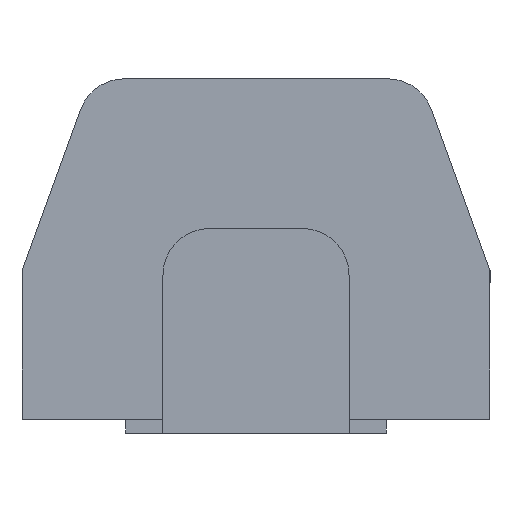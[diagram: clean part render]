
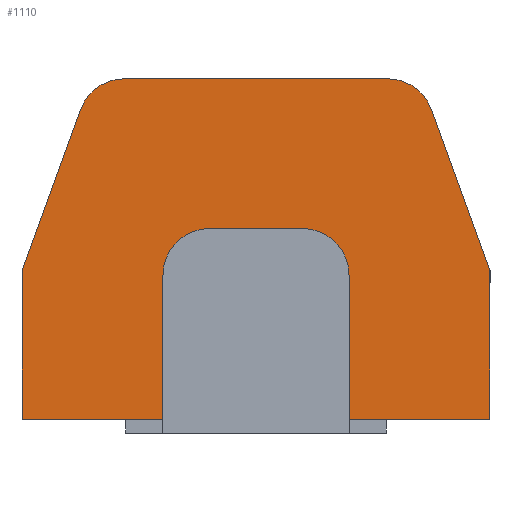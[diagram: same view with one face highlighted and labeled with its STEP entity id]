
A CAD part, left-side view. The second image highlights one B-rep face of the part: STEP entity #1110.
In plain terms, the highlighted planar face has unit normal (-1, 0, 0).
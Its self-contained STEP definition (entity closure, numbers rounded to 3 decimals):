
#925=CARTESIAN_POINT('',(-4.715,2.515,0.15));
#926=VERTEX_POINT('',#925);
#933=CARTESIAN_POINT('',(-4.715,2.515,1.75));
#934=VERTEX_POINT('',#933);
#935=CARTESIAN_POINT('',(-4.715,2.515,0.15));
#936=DIRECTION('',(0.0,0.0,1.0));
#937=VECTOR('',#936,1.6);
#938=LINE('',#935,#937);
#939=EDGE_CURVE('',#926,#934,#938,.T.);
#1030=CARTESIAN_POINT('',(-4.715,-1.415,3.81));
#1031=VERTEX_POINT('',#1030);
#1038=CARTESIAN_POINT('',(-4.715,-1.885,3.481));
#1039=VERTEX_POINT('',#1038);
#1040=CARTESIAN_POINT('',(-4.715,-1.415,3.31));
#1041=DIRECTION('',(1.0,0.,0.));
#1042=DIRECTION('',(0.,-0.574,0.819));
#1043=AXIS2_PLACEMENT_3D('',#1040,#1041,#1042);
#1044=CIRCLE('',#1043,0.5);
#1045=EDGE_CURVE('',#1031,#1039,#1044,.T.);
#1056=CARTESIAN_POINT('',(-4.715,0.,1.799));
#1057=DIRECTION('',(-1.0,0.0,0.0));
#1058=DIRECTION('',(0.0,-1.0,0.0));
#1059=AXIS2_PLACEMENT_3D('',#1056,#1057,#1058);
#1060=PLANE('',#1059);
#1061=CARTESIAN_POINT('',(-4.715,-2.515,1.75));
#1062=VERTEX_POINT('',#1061);
#1063=CARTESIAN_POINT('',(-4.715,-2.515,0.15));
#1064=VERTEX_POINT('',#1063);
#1065=CARTESIAN_POINT('',(-4.715,-2.515,1.75));
#1066=DIRECTION('',(0.0,0.0,-1.0));
#1067=VECTOR('',#1066,1.6);
#1068=LINE('',#1065,#1067);
#1069=EDGE_CURVE('',#1062,#1064,#1068,.T.);
#1070=ORIENTED_EDGE('',*,*,#1069,.F.);
#1071=CARTESIAN_POINT('',(-4.715,-1.885,3.481));
#1072=DIRECTION('',(0.0,-0.342,-0.94));
#1073=VECTOR('',#1072,1.842);
#1074=LINE('',#1071,#1073);
#1075=EDGE_CURVE('',#1039,#1062,#1074,.T.);
#1076=ORIENTED_EDGE('',*,*,#1075,.F.);
#1077=ORIENTED_EDGE('',*,*,#1045,.F.);
#1078=CARTESIAN_POINT('',(-4.715,1.415,3.81));
#1079=VERTEX_POINT('',#1078);
#1080=CARTESIAN_POINT('',(-4.715,1.415,3.81));
#1081=DIRECTION('',(0.0,-1.0,0.0));
#1082=VECTOR('',#1081,2.83);
#1083=LINE('',#1080,#1082);
#1084=EDGE_CURVE('',#1079,#1031,#1083,.T.);
#1085=ORIENTED_EDGE('',*,*,#1084,.F.);
#1086=CARTESIAN_POINT('',(-4.715,1.885,3.481));
#1087=VERTEX_POINT('',#1086);
#1088=CARTESIAN_POINT('',(-4.715,1.415,3.31));
#1089=DIRECTION('',(1.0,0.,0.));
#1090=DIRECTION('',(0.,0.574,0.819));
#1091=AXIS2_PLACEMENT_3D('',#1088,#1089,#1090);
#1092=CIRCLE('',#1091,0.5);
#1093=EDGE_CURVE('',#1087,#1079,#1092,.T.);
#1094=ORIENTED_EDGE('',*,*,#1093,.F.);
#1095=CARTESIAN_POINT('',(-4.715,2.515,1.75));
#1096=DIRECTION('',(0.0,-0.342,0.94));
#1097=VECTOR('',#1096,1.842);
#1098=LINE('',#1095,#1097);
#1099=EDGE_CURVE('',#934,#1087,#1098,.T.);
#1100=ORIENTED_EDGE('',*,*,#1099,.F.);
#1101=ORIENTED_EDGE('',*,*,#939,.F.);
#1102=CARTESIAN_POINT('',(-4.715,2.515,0.15));
#1103=DIRECTION('',(0.0,-1.0,0.0));
#1104=VECTOR('',#1103,5.03);
#1105=LINE('',#1102,#1104);
#1106=EDGE_CURVE('',#926,#1064,#1105,.T.);
#1107=ORIENTED_EDGE('',*,*,#1106,.T.);
#1108=EDGE_LOOP('',(#1070,#1076,#1077,#1085,#1094,#1100,#1101,#1107));
#1109=FACE_OUTER_BOUND('',#1108,.T.);
#1110=ADVANCED_FACE('',(#1109),#1060,.T.);
